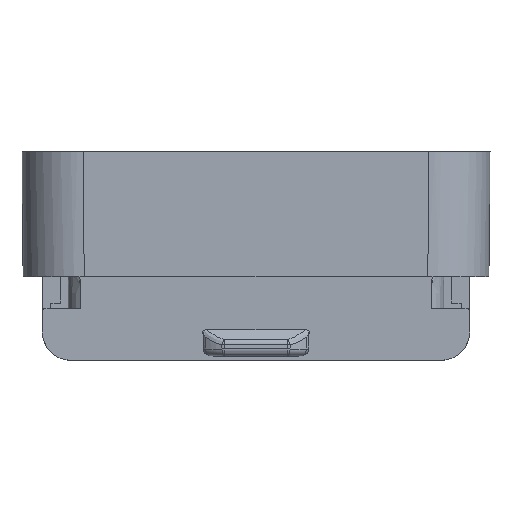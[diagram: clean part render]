
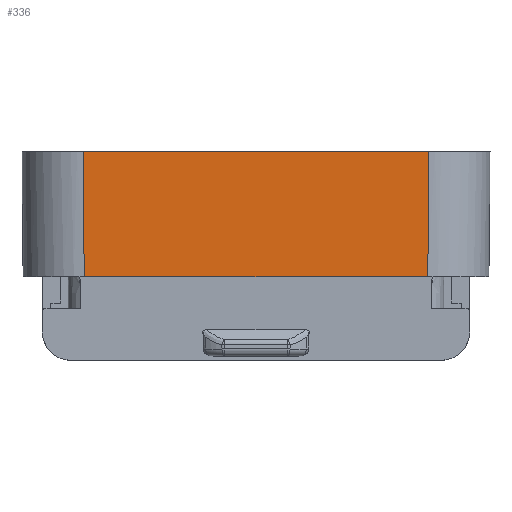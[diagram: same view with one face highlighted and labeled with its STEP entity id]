
A CAD part, front view. The second image highlights one B-rep face of the part: STEP entity #336.
In plain terms, the highlighted planar face has unit normal (0, -1, -0.009).
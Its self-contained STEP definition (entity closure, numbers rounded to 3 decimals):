
#336=ADVANCED_FACE('',(#908),#649,.T.);
#649=PLANE('',#6358);
#908=FACE_OUTER_BOUND('',#1230,.T.);
#1230=EDGE_LOOP('',(#2020,#2021,#2022,#2023,#2024,#2025,#2026));
#2020=ORIENTED_EDGE('',*,*,#3936,.T.);
#2021=ORIENTED_EDGE('',*,*,#3935,.F.);
#2022=ORIENTED_EDGE('',*,*,#4235,.F.);
#2023=ORIENTED_EDGE('',*,*,#3999,.T.);
#2024=ORIENTED_EDGE('',*,*,#3998,.F.);
#2025=ORIENTED_EDGE('',*,*,#3997,.F.);
#2026=ORIENTED_EDGE('',*,*,#4236,.T.);
#3349=VERTEX_POINT('',#8401);
#3350=VERTEX_POINT('',#8403);
#3351=VERTEX_POINT('',#8405);
#3410=VERTEX_POINT('',#8525);
#3411=VERTEX_POINT('',#8527);
#3412=VERTEX_POINT('',#8529);
#3413=VERTEX_POINT('',#8531);
#3935=EDGE_CURVE('',#3349,#3350,#4816,.T.);
#3936=EDGE_CURVE('',#3351,#3350,#4817,.T.);
#3997=EDGE_CURVE('',#3410,#3411,#4863,.T.);
#3998=EDGE_CURVE('',#3411,#3412,#4864,.T.);
#3999=EDGE_CURVE('',#3413,#3412,#4865,.T.);
#4235=EDGE_CURVE('',#3413,#3349,#5035,.T.);
#4236=EDGE_CURVE('',#3410,#3351,#5036,.T.);
#4816=LINE('',#8402,#5538);
#4817=LINE('',#8404,#5539);
#4863=LINE('',#8526,#5585);
#4864=LINE('',#8528,#5586);
#4865=LINE('',#8530,#5587);
#5035=LINE('',#9111,#5757);
#5036=LINE('',#9112,#5758);
#5538=VECTOR('',#6739,1.);
#5539=VECTOR('',#6740,1.);
#5585=VECTOR('',#6818,1.);
#5586=VECTOR('',#6819,1.);
#5587=VECTOR('',#6820,1.);
#5757=VECTOR('',#7190,1.);
#5758=VECTOR('',#7191,1.);
#6358=AXIS2_PLACEMENT_3D('',#9113,#7192,#7193);
#6739=DIRECTION('',(-1.,0.,0.));
#6740=DIRECTION('',(1.,0.,0.));
#6818=DIRECTION('',(1.,0.,0.));
#6819=DIRECTION('',(1.,0.,0.));
#6820=DIRECTION('',(-1.,0.,0.));
#7190=DIRECTION('',(-0.009,0.009,-1.));
#7191=DIRECTION('',(0.009,0.009,-1.));
#7192=DIRECTION('',(0.,-1.,-0.009));
#7193=DIRECTION('',(0.,0.009,-1.));
#8401=CARTESIAN_POINT('',(24.177,-11.327,-10.6));
#8402=CARTESIAN_POINT('',(0.,-11.327,-10.6));
#8403=CARTESIAN_POINT('',(0.,-11.327,-10.6));
#8404=CARTESIAN_POINT('',(0.,-11.327,-10.6));
#8405=CARTESIAN_POINT('',(-24.177,-11.327,-10.6));
#8525=CARTESIAN_POINT('',(-24.331,-11.48,7.));
#8526=CARTESIAN_POINT('',(0.,-11.48,7.));
#8527=CARTESIAN_POINT('',(0.,-11.48,7.));
#8528=CARTESIAN_POINT('',(9.75,-11.48,7.));
#8529=CARTESIAN_POINT('',(22.75,-11.48,7.));
#8530=CARTESIAN_POINT('',(13.,-11.48,7.));
#8531=CARTESIAN_POINT('',(24.331,-11.48,7.));
#9111=CARTESIAN_POINT('',(24.33,-11.479,6.901));
#9112=CARTESIAN_POINT('',(-24.33,-11.479,6.901));
#9113=CARTESIAN_POINT('',(0.,-11.48,7.));
